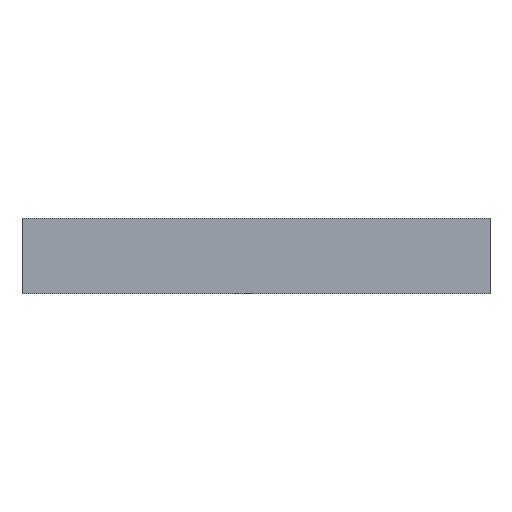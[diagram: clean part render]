
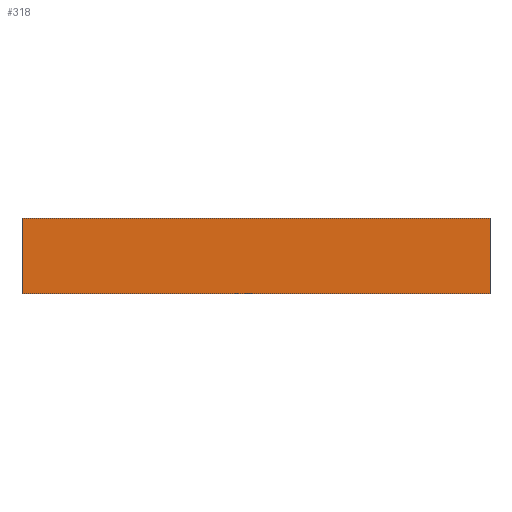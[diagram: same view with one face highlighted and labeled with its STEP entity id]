
A CAD part, left-side view. The second image highlights one B-rep face of the part: STEP entity #318.
In plain terms, the highlighted planar face has unit normal (-1, 0, 0).
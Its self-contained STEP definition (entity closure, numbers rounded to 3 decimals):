
#13 = EDGE_LOOP ( 'NONE', ( #158, #285, #581, #466 ) ) ;
#39 = AXIS2_PLACEMENT_3D ( 'NONE', #137, #687, #354 ) ;
#70 = CARTESIAN_POINT ( 'NONE',  ( 0., -90., 14.5 ) ) ;
#74 = LINE ( 'NONE', #487, #345 ) ;
#79 = CARTESIAN_POINT ( 'NONE',  ( 0., -90., -14.5 ) ) ;
#93 = LINE ( 'NONE', #315, #202 ) ;
#129 = LINE ( 'NONE', #244, #398 ) ;
#137 = CARTESIAN_POINT ( 'NONE',  ( 0., 0., 14.5 ) ) ;
#158 = ORIENTED_EDGE ( 'NONE', *, *, #444, .T. ) ;
#172 = VERTEX_POINT ( 'NONE', #70 ) ;
#202 = VECTOR ( 'NONE', #590, 1000. ) ;
#244 = CARTESIAN_POINT ( 'NONE',  ( 0., 90., 14.5 ) ) ;
#254 = VECTOR ( 'NONE', #700, 1000. ) ;
#255 = DIRECTION ( 'NONE',  ( 0., 0., -1. ) ) ;
#276 = VERTEX_POINT ( 'NONE', #460 ) ;
#280 = VERTEX_POINT ( 'NONE', #79 ) ;
#284 = FACE_OUTER_BOUND ( 'NONE', #13, .T. ) ;
#285 = ORIENTED_EDGE ( 'NONE', *, *, #371, .F. ) ;
#315 = CARTESIAN_POINT ( 'NONE',  ( 0., 0., -14.5 ) ) ;
#318 = ADVANCED_FACE ( 'NONE', ( #284 ), #625, .F. ) ;
#345 = VECTOR ( 'NONE', #431, 1000. ) ;
#347 = EDGE_CURVE ( 'NONE', #276, #576, #129, .T. ) ;
#354 = DIRECTION ( 'NONE',  ( 0., 1., 0. ) ) ;
#371 = EDGE_CURVE ( 'NONE', #172, #280, #697, .T. ) ;
#398 = VECTOR ( 'NONE', #255, 1000. ) ;
#431 = DIRECTION ( 'NONE',  ( 0., -1., 0. ) ) ;
#444 = EDGE_CURVE ( 'NONE', #576, #280, #93, .T. ) ;
#447 = CARTESIAN_POINT ( 'NONE',  ( 0., 90., -14.5 ) ) ;
#460 = CARTESIAN_POINT ( 'NONE',  ( 0., 90., 14.5 ) ) ;
#462 = EDGE_CURVE ( 'NONE', #276, #172, #74, .T. ) ;
#466 = ORIENTED_EDGE ( 'NONE', *, *, #347, .T. ) ;
#487 = CARTESIAN_POINT ( 'NONE',  ( 0., 0., 14.5 ) ) ;
#576 = VERTEX_POINT ( 'NONE', #447 ) ;
#581 = ORIENTED_EDGE ( 'NONE', *, *, #462, .F. ) ;
#590 = DIRECTION ( 'NONE',  ( 0., -1., 0. ) ) ;
#625 = PLANE ( 'NONE',  #39 ) ;
#687 = DIRECTION ( 'NONE',  ( 1., 0., 0. ) ) ;
#688 = CARTESIAN_POINT ( 'NONE',  ( 0., -90., 14.5 ) ) ;
#697 = LINE ( 'NONE', #688, #254 ) ;
#700 = DIRECTION ( 'NONE',  ( 0., 0., -1. ) ) ;
